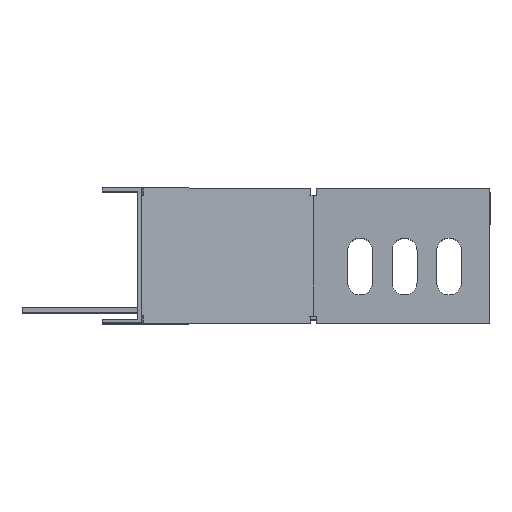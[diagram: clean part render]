
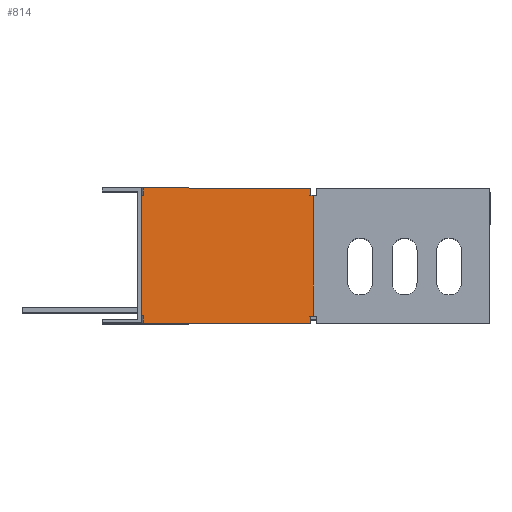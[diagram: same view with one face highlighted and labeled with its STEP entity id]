
A CAD part, top view. The second image highlights one B-rep face of the part: STEP entity #814.
In plain terms, the highlighted face is planar.
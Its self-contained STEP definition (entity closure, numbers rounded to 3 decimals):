
#21 = CARTESIAN_POINT ( 'NONE',  ( -1., 19., 33.306 ) ) ;
#53 = LINE ( 'NONE', #5608, #4365 ) ;
#73 = EDGE_CURVE ( 'NONE', #4995, #4341, #1528, .T. ) ;
#249 = ORIENTED_EDGE ( 'NONE', *, *, #1385, .F. ) ;
#294 = VERTEX_POINT ( 'NONE', #1299 ) ;
#384 = ORIENTED_EDGE ( 'NONE', *, *, #4243, .F. ) ;
#398 = EDGE_LOOP ( 'NONE', ( #5468, #1288, #4045, #3326, #3076, #1946, #3725, #4726, #1882, #384, #2823, #249 ) ) ;
#622 = VECTOR ( 'NONE', #2182, 1000. ) ;
#671 = VERTEX_POINT ( 'NONE', #4582 ) ;
#678 = VECTOR ( 'NONE', #1335, 1000. ) ;
#750 = VERTEX_POINT ( 'NONE', #1543 ) ;
#762 = CARTESIAN_POINT ( 'NONE',  ( -1., 16.954, -33.306 ) ) ;
#784 = CARTESIAN_POINT ( 'NONE',  ( -1., 19., 84.15 ) ) ;
#814 = ADVANCED_FACE ( 'NONE', ( #1944 ), #4248, .F. ) ;
#824 = DIRECTION ( 'NONE',  ( 0., 1., 0. ) ) ;
#853 = LINE ( 'NONE', #1568, #5233 ) ;
#913 = CARTESIAN_POINT ( 'NONE',  ( -1., -19., 33.306 ) ) ;
#981 = EDGE_CURVE ( 'NONE', #2463, #3493, #1006, .T. ) ;
#1006 = LINE ( 'NONE', #4541, #2064 ) ;
#1071 = DIRECTION ( 'NONE',  ( 0., -1., 0. ) ) ;
#1119 = VERTEX_POINT ( 'NONE', #2907 ) ;
#1288 = ORIENTED_EDGE ( 'NONE', *, *, #1997, .F. ) ;
#1299 = CARTESIAN_POINT ( 'NONE',  ( -1., 16.954, 33.306 ) ) ;
#1335 = DIRECTION ( 'NONE',  ( 0., 0., 1. ) ) ;
#1348 = EDGE_CURVE ( 'NONE', #3305, #750, #2621, .T. ) ;
#1357 = VERTEX_POINT ( 'NONE', #4717 ) ;
#1385 = EDGE_CURVE ( 'NONE', #2050, #3305, #2562, .T. ) ;
#1390 = VECTOR ( 'NONE', #3381, 1000. ) ;
#1476 = EDGE_CURVE ( 'NONE', #1357, #2050, #1823, .T. ) ;
#1488 = VERTEX_POINT ( 'NONE', #21 ) ;
#1528 = LINE ( 'NONE', #2918, #5000 ) ;
#1543 = CARTESIAN_POINT ( 'NONE',  ( -1., -19., -33.306 ) ) ;
#1568 = CARTESIAN_POINT ( 'NONE',  ( -1., 16.954, 84.15 ) ) ;
#1725 = CARTESIAN_POINT ( 'NONE',  ( -1., -16.954, 84.15 ) ) ;
#1804 = CARTESIAN_POINT ( 'NONE',  ( -1., -16.954, 33.306 ) ) ;
#1823 = LINE ( 'NONE', #1725, #622 ) ;
#1851 = LINE ( 'NONE', #784, #5242 ) ;
#1882 = ORIENTED_EDGE ( 'NONE', *, *, #4851, .F. ) ;
#1934 = VECTOR ( 'NONE', #5244, 1000. ) ;
#1944 = FACE_OUTER_BOUND ( 'NONE', #398, .T. ) ;
#1946 = ORIENTED_EDGE ( 'NONE', *, *, #981, .F. ) ;
#1984 = CARTESIAN_POINT ( 'NONE',  ( -1., 19., -33.306 ) ) ;
#1997 = EDGE_CURVE ( 'NONE', #671, #1357, #4445, .T. ) ;
#2050 = VERTEX_POINT ( 'NONE', #1804 ) ;
#2064 = VECTOR ( 'NONE', #4986, 1000. ) ;
#2110 = DIRECTION ( 'NONE',  ( 0., 0., -1. ) ) ;
#2165 = LINE ( 'NONE', #4952, #2378 ) ;
#2182 = DIRECTION ( 'NONE',  ( 0., 0., -1. ) ) ;
#2378 = VECTOR ( 'NONE', #1071, 1000. ) ;
#2463 = VERTEX_POINT ( 'NONE', #762 ) ;
#2495 = CARTESIAN_POINT ( 'NONE',  ( -1., 18., 84.15 ) ) ;
#2553 = VECTOR ( 'NONE', #824, 1000. ) ;
#2556 = CARTESIAN_POINT ( 'NONE',  ( -1., 18., 33.306 ) ) ;
#2562 = LINE ( 'NONE', #2556, #1390 ) ;
#2621 = LINE ( 'NONE', #5613, #3504 ) ;
#2633 = CARTESIAN_POINT ( 'NONE',  ( -1., 18., -33.306 ) ) ;
#2819 = EDGE_CURVE ( 'NONE', #4341, #2463, #853, .T. ) ;
#2823 = ORIENTED_EDGE ( 'NONE', *, *, #1348, .F. ) ;
#2907 = CARTESIAN_POINT ( 'NONE',  ( -1., -16.954, -33.306 ) ) ;
#2914 = LINE ( 'NONE', #2633, #2553 ) ;
#2918 = CARTESIAN_POINT ( 'NONE',  ( -1., 18., -34.157 ) ) ;
#3076 = ORIENTED_EDGE ( 'NONE', *, *, #4787, .F. ) ;
#3077 = CARTESIAN_POINT ( 'NONE',  ( -1., 16.954, -34.157 ) ) ;
#3183 = LINE ( 'NONE', #4342, #678 ) ;
#3305 = VERTEX_POINT ( 'NONE', #913 ) ;
#3326 = ORIENTED_EDGE ( 'NONE', *, *, #3527, .F. ) ;
#3381 = DIRECTION ( 'NONE',  ( 0., -1., 0. ) ) ;
#3434 = DIRECTION ( 'NONE',  ( 0., 0., -1. ) ) ;
#3460 = DIRECTION ( 'NONE',  ( 0., 0., -1. ) ) ;
#3493 = VERTEX_POINT ( 'NONE', #1984 ) ;
#3504 = VECTOR ( 'NONE', #3460, 1000. ) ;
#3527 = EDGE_CURVE ( 'NONE', #1488, #294, #2165, .T. ) ;
#3541 = AXIS2_PLACEMENT_3D ( 'NONE', #2495, #4704, #2110 ) ;
#3725 = ORIENTED_EDGE ( 'NONE', *, *, #2819, .F. ) ;
#4045 = ORIENTED_EDGE ( 'NONE', *, *, #4313, .F. ) ;
#4243 = EDGE_CURVE ( 'NONE', #750, #1119, #2914, .T. ) ;
#4248 = PLANE ( 'NONE',  #3541 ) ;
#4313 = EDGE_CURVE ( 'NONE', #294, #671, #3183, .T. ) ;
#4341 = VERTEX_POINT ( 'NONE', #3077 ) ;
#4342 = CARTESIAN_POINT ( 'NONE',  ( -1., 16.954, 84.15 ) ) ;
#4365 = VECTOR ( 'NONE', #3434, 1000. ) ;
#4445 = LINE ( 'NONE', #5202, #1934 ) ;
#4541 = CARTESIAN_POINT ( 'NONE',  ( -1., 18., -33.306 ) ) ;
#4582 = CARTESIAN_POINT ( 'NONE',  ( -1., 16.954, 34.157 ) ) ;
#4663 = DIRECTION ( 'NONE',  ( 0., 0., 1. ) ) ;
#4704 = DIRECTION ( 'NONE',  ( 1., 0., 0. ) ) ;
#4717 = CARTESIAN_POINT ( 'NONE',  ( -1., -16.954, 34.157 ) ) ;
#4726 = ORIENTED_EDGE ( 'NONE', *, *, #73, .F. ) ;
#4787 = EDGE_CURVE ( 'NONE', #3493, #1488, #1851, .T. ) ;
#4851 = EDGE_CURVE ( 'NONE', #1119, #4995, #53, .T. ) ;
#4952 = CARTESIAN_POINT ( 'NONE',  ( -1., 18., 33.306 ) ) ;
#4986 = DIRECTION ( 'NONE',  ( 0., 1., 0. ) ) ;
#4995 = VERTEX_POINT ( 'NONE', #5263 ) ;
#5000 = VECTOR ( 'NONE', #5038, 1000. ) ;
#5038 = DIRECTION ( 'NONE',  ( 0., 1., 0. ) ) ;
#5115 = DIRECTION ( 'NONE',  ( 0., 0., 1. ) ) ;
#5202 = CARTESIAN_POINT ( 'NONE',  ( -1., 18., 34.157 ) ) ;
#5233 = VECTOR ( 'NONE', #4663, 1000. ) ;
#5242 = VECTOR ( 'NONE', #5115, 1000. ) ;
#5244 = DIRECTION ( 'NONE',  ( 0., -1., 0. ) ) ;
#5263 = CARTESIAN_POINT ( 'NONE',  ( -1., -16.954, -34.157 ) ) ;
#5468 = ORIENTED_EDGE ( 'NONE', *, *, #1476, .F. ) ;
#5608 = CARTESIAN_POINT ( 'NONE',  ( -1., -16.954, 84.15 ) ) ;
#5613 = CARTESIAN_POINT ( 'NONE',  ( -1., -19., 84.15 ) ) ;
